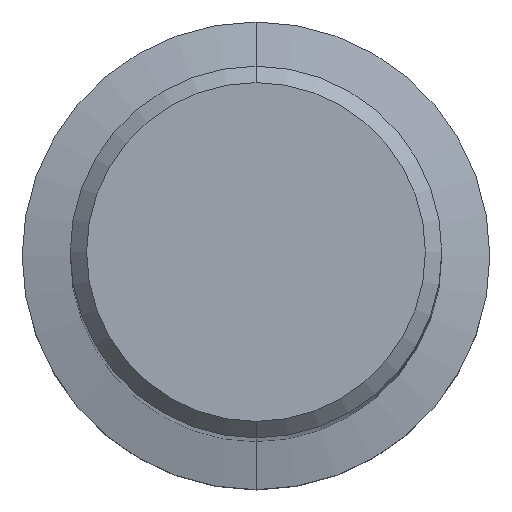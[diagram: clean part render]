
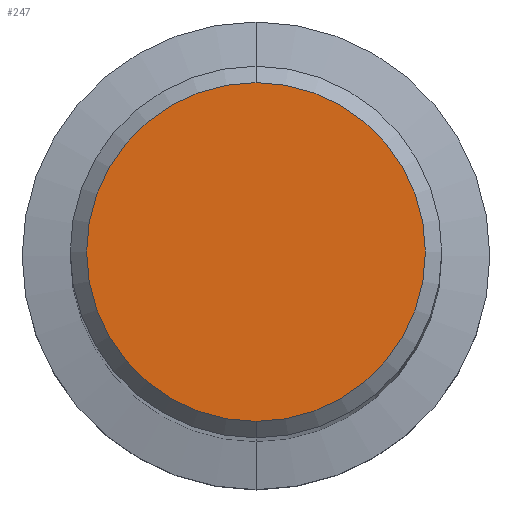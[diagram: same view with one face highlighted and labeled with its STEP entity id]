
A CAD part, top view. The second image highlights one B-rep face of the part: STEP entity #247.
In plain terms, the highlighted planar face has unit normal (0, 0, 1).
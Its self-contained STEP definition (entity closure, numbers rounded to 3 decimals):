
#153=VERTEX_POINT('',#359);
#161=EDGE_CURVE('',#233,#153,#367,.T.);
#233=VERTEX_POINT('',#447);
#247=ADVANCED_FACE('',(#462),#463,.T.);
#249=EDGE_CURVE('',#153,#233,#465,.T.);
#359=CARTESIAN_POINT('',(0.0,10.35,0.0));
#367=CIRCLE('',#598,10.35);
#447=CARTESIAN_POINT('',(0.,-10.35,0.0));
#462=FACE_OUTER_BOUND('',#715,.T.);
#463=PLANE('',#716);
#465=CIRCLE('',#719,10.35);
#598=AXIS2_PLACEMENT_3D('',#860,#861,#862);
#715=EDGE_LOOP('',(#980,#981));
#716=AXIS2_PLACEMENT_3D('',#982,#983,#984);
#719=AXIS2_PLACEMENT_3D('',#985,#986,#987);
#860=CARTESIAN_POINT('',(0.0,0.0,0.0));
#861=DIRECTION('',(0.0,0.0,-1.0));
#862=DIRECTION('',(0.0,1.0,0.0));
#980=ORIENTED_EDGE('',*,*,#249,.F.);
#981=ORIENTED_EDGE('',*,*,#161,.F.);
#982=CARTESIAN_POINT('',(0.0,5.175,0.0));
#983=DIRECTION('',(-0.0,0.0,1.0));
#984=DIRECTION('',(0.0,-1.0,0.0));
#985=CARTESIAN_POINT('',(0.0,0.0,0.0));
#986=DIRECTION('',(0.0,0.0,-1.0));
#987=DIRECTION('',(0.0,1.0,0.0));
